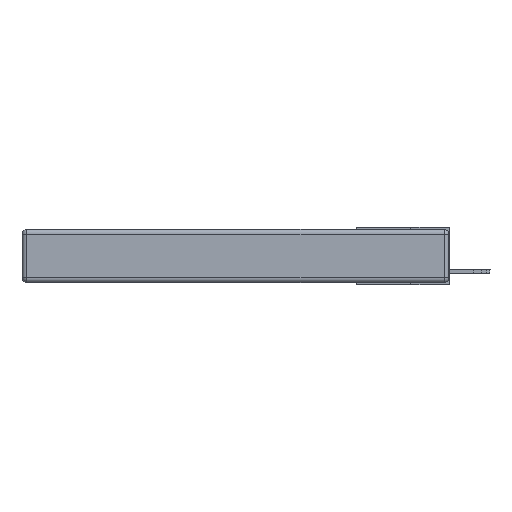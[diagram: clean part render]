
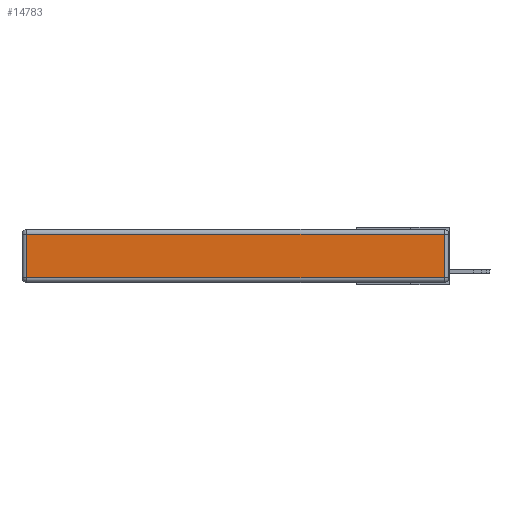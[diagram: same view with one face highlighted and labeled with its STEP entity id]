
A CAD part, left-side view. The second image highlights one B-rep face of the part: STEP entity #14783.
In plain terms, the highlighted planar face has unit normal (-1, 0, 0).
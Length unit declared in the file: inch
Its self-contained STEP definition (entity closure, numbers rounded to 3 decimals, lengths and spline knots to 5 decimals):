
#1466 = CARTESIAN_POINT ( 'NONE',  ( 0., 2.72, -0.343 ) ) ;
#1812 = CARTESIAN_POINT ( 'NONE',  ( 0., 2.72, -0.03 ) ) ;
#1840 = ORIENTED_EDGE ( 'NONE', *, *, #4000, .T. ) ;
#1877 = VECTOR ( 'NONE', #15983, 39.37008 ) ;
#2016 = AXIS2_PLACEMENT_3D ( 'NONE', #6628, #15258, #11721 ) ;
#3699 = VERTEX_POINT ( 'NONE', #8709 ) ;
#3866 = VERTEX_POINT ( 'NONE', #13078 ) ;
#3879 = LINE ( 'NONE', #10827, #1877 ) ;
#4000 = EDGE_CURVE ( 'NONE', #3699, #3866, #3879, .T. ) ;
#4122 = DIRECTION ( 'NONE',  ( 0., 0., -1. ) ) ;
#4144 = ORIENTED_EDGE ( 'NONE', *, *, #7875, .T. ) ;
#4427 = LINE ( 'NONE', #10415, #9823 ) ;
#6577 = LINE ( 'NONE', #1466, #12773 ) ;
#6628 = CARTESIAN_POINT ( 'NONE',  ( 0., 0., -0.343 ) ) ;
#6912 = EDGE_CURVE ( 'NONE', #3866, #15833, #9564, .T. ) ;
#6966 = FACE_OUTER_BOUND ( 'NONE', #8889, .T. ) ;
#7609 = VECTOR ( 'NONE', #13180, 39.37008 ) ;
#7875 = EDGE_CURVE ( 'NONE', #13304, #3699, #4427, .T. ) ;
#8198 = CARTESIAN_POINT ( 'NONE',  ( 0., 2.75, -0.03 ) ) ;
#8709 = CARTESIAN_POINT ( 'NONE',  ( 0., 0.03, -0.313 ) ) ;
#8889 = EDGE_LOOP ( 'NONE', ( #4144, #1840, #10182, #10650 ) ) ;
#9564 = LINE ( 'NONE', #8198, #7609 ) ;
#9823 = VECTOR ( 'NONE', #15312, 39.37008 ) ;
#10182 = ORIENTED_EDGE ( 'NONE', *, *, #6912, .T. ) ;
#10415 = CARTESIAN_POINT ( 'NONE',  ( 0., 0., -0.313 ) ) ;
#10650 = ORIENTED_EDGE ( 'NONE', *, *, #13916, .T. ) ;
#10827 = CARTESIAN_POINT ( 'NONE',  ( 0., 0.03, -0.343 ) ) ;
#11721 = DIRECTION ( 'NONE',  ( 0., 0., 1. ) ) ;
#12310 = PLANE ( 'NONE',  #2016 ) ;
#12773 = VECTOR ( 'NONE', #4122, 39.37008 ) ;
#13078 = CARTESIAN_POINT ( 'NONE',  ( 0., 0.03, -0.03 ) ) ;
#13180 = DIRECTION ( 'NONE',  ( 0., 1., 0. ) ) ;
#13304 = VERTEX_POINT ( 'NONE', #15403 ) ;
#13916 = EDGE_CURVE ( 'NONE', #15833, #13304, #6577, .T. ) ;
#14783 = ADVANCED_FACE ( 'NONE', ( #6966 ), #12310, .T. ) ;
#15258 = DIRECTION ( 'NONE',  ( -1., 0., 0. ) ) ;
#15312 = DIRECTION ( 'NONE',  ( 0., -1., 0. ) ) ;
#15403 = CARTESIAN_POINT ( 'NONE',  ( 0., 2.72, -0.313 ) ) ;
#15833 = VERTEX_POINT ( 'NONE', #1812 ) ;
#15983 = DIRECTION ( 'NONE',  ( 0., 0., 1. ) ) ;
